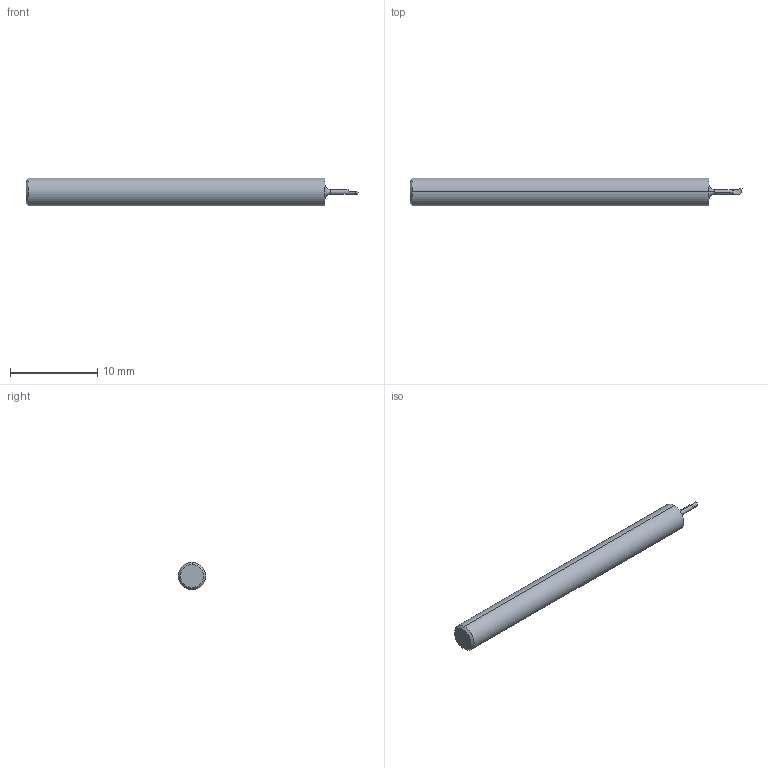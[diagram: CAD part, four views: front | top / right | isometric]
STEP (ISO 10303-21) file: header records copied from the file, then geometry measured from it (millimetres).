
FILE_DESCRIPTION (( 'STEP AP203' ), '1' );
FILE_NAME ('215922-HB27.STEP', '2024-08-05T22:22:32', ( '' ), ( '' ), 'SwSTEP 2.0', 'SolidWorks 2024', '' );
FILE_SCHEMA (( 'CONFIG_CONTROL_DESIGN' ));
Length unit declared in the file: inch
Products named in the file (1): 215922-HB27
Bounding box: 38.1 x 3.17 x 3.17 mm (x, y, z)
Volume: 270.9 mm3; surface area: 361.4 mm2
Topology: 1 solids, 1 shells, 20 faces, 45 edges, 28 vertices
Faces by surface type: plane 8, cylinder 4, bspline 4, torus 2, cone 2
Entity records: 693 total; most frequent: CARTESIAN_POINT 202, ORIENTED_EDGE 90, DIRECTION 78, EDGE_CURVE 45, AXIS2_PLACEMENT_3D 32, VERTEX_POINT 28, EDGE_LOOP 21, ADVANCED_FACE 20
